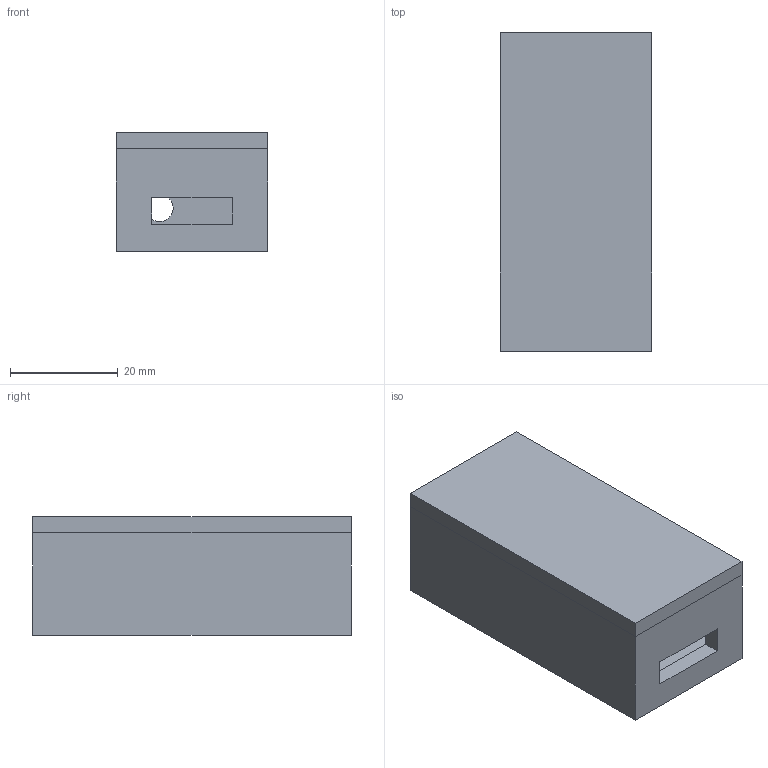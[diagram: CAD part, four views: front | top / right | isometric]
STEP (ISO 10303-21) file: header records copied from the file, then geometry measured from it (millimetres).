
FILE_DESCRIPTION(/* description */ (''),/* implementation_level */ '2;1');
FILE_NAME(/* name */ 'light-check-case.step',/* time_stamp */ '2024-04-26T11:50:30+02:00',/* author */ (''),/* organization */ (''),/* preprocessor_version */ 'ST-DEVELOPER v20',/* originating_system */ 'Autodesk Translation Framework v12.20.1.177',/* authorisation */ '');
FILE_SCHEMA (('AUTOMOTIVE_DESIGN { 1 0 10303 214 3 1 1 }'));
Length unit declared in the file: millimetre
Products named in the file (2): miata-other-parts; light-on-checker
Assembly tree (1 placements, depth 2):
  miata-other-parts
    light-on-checker
Bounding box: 28 x 59 x 22 mm (x, y, z)
Volume: 17385.2 mm3; surface area: 12839 mm2
Topology: 2 solids, 2 shells, 24 faces, 57 edges, 38 vertices
Faces by surface type: plane 21, cylinder 3
Full cylindrical faces by diameter (mm): 2 x2, 5 x1
Entity records: 755 total; most frequent: CARTESIAN_POINT 122, DIRECTION 117, ORIENTED_EDGE 114, EDGE_CURVE 57, LINE 51, VECTOR 51, VERTEX_POINT 38, EDGE_LOOP 33
